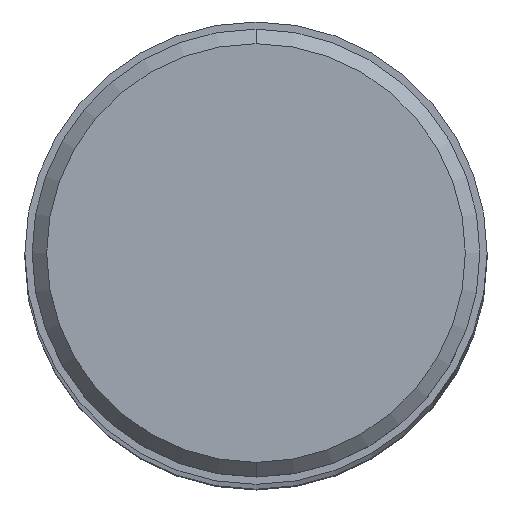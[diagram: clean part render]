
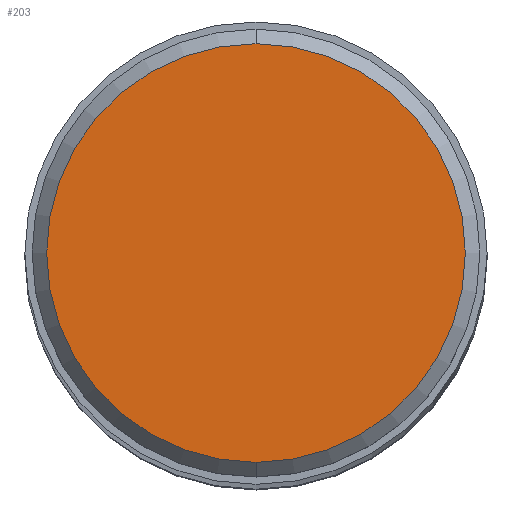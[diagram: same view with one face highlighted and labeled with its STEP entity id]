
A CAD part, top view. The second image highlights one B-rep face of the part: STEP entity #203.
In plain terms, the highlighted planar face has unit normal (0, 0, 1).
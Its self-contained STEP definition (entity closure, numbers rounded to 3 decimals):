
#145=FACE_OUTER_BOUND('',#279,.T.);
#203=ADVANCED_FACE('',(#145),#211,.F.);
#211=PLANE('',#1256);
#279=EDGE_LOOP('',(#536,#537));
#536=ORIENTED_EDGE('',*,*,#754,.F.);
#537=ORIENTED_EDGE('',*,*,#756,.F.);
#624=VERTEX_POINT('',#1953);
#625=VERTEX_POINT('',#1955);
#754=EDGE_CURVE('',#624,#625,#875,.T.);
#756=EDGE_CURVE('',#625,#624,#876,.T.);
#875=CIRCLE('',#1252,14.375);
#876=CIRCLE('',#1254,14.375);
#1252=AXIS2_PLACEMENT_3D('',#1954,#1648,#1649);
#1254=AXIS2_PLACEMENT_3D('',#1958,#1653,#1654);
#1256=AXIS2_PLACEMENT_3D('',#1960,#1657,#1658);
#1648=DIRECTION('',(0.,0.,-1.));
#1649=DIRECTION('',(0.,1.,0.));
#1653=DIRECTION('',(0.,0.,-1.));
#1654=DIRECTION('',(0.,-1.,0.));
#1657=DIRECTION('',(0.,0.,-1.));
#1658=DIRECTION('',(1.,0.,0.));
#1953=CARTESIAN_POINT('',(0.,14.375,0.));
#1954=CARTESIAN_POINT('',(0.,0.,0.));
#1955=CARTESIAN_POINT('',(0.,-14.375,0.));
#1958=CARTESIAN_POINT('',(0.,0.,0.));
#1960=CARTESIAN_POINT('',(0.,0.,0.));
